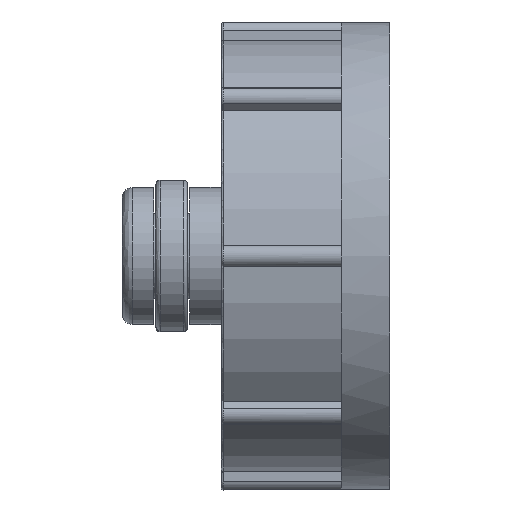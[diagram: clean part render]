
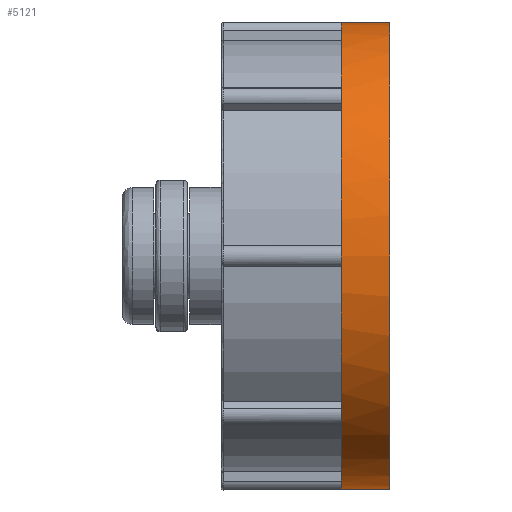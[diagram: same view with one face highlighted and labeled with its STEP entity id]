
A CAD part, left-side view. The second image highlights one B-rep face of the part: STEP entity #5121.
In plain terms, the highlighted cylindrical face has radius 11.1 mm (diameter 22.2 mm), a partial arc.
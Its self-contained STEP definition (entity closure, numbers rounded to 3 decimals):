
#57 = CIRCLE ( 'NONE', #4988, 11.1 ) ;
#228 = EDGE_CURVE ( 'NONE', #6854, #261, #6936, .T. ) ;
#250 = AXIS2_PLACEMENT_3D ( 'NONE', #1522, #1503, #1496 ) ;
#261 = VERTEX_POINT ( 'NONE', #1243 ) ;
#363 = VERTEX_POINT ( 'NONE', #4384 ) ;
#1014 = EDGE_CURVE ( 'NONE', #6854, #5796, #5865, .T. ) ;
#1052 = EDGE_CURVE ( 'NONE', #363, #2937, #4914, .T. ) ;
#1243 = CARTESIAN_POINT ( 'NONE',  ( 0., 0., -11.1 ) ) ;
#1427 = DIRECTION ( 'NONE',  ( 0., -1., 0. ) ) ;
#1496 = DIRECTION ( 'NONE',  ( 0., 0., -1. ) ) ;
#1495 = AXIS2_PLACEMENT_3D ( 'NONE', #3010, #2993, #2960 ) ;
#1503 = DIRECTION ( 'NONE',  ( 0., 1., 0. ) ) ;
#1522 = CARTESIAN_POINT ( 'NONE',  ( 0., 2.3, 0. ) ) ;
#2019 = CARTESIAN_POINT ( 'NONE',  ( 0., 2.3, -11.1 ) ) ;
#2720 = CARTESIAN_POINT ( 'NONE',  ( -11.1, 2.3, 0. ) ) ;
#2937 = VERTEX_POINT ( 'NONE', #4068 ) ;
#2952 = FACE_OUTER_BOUND ( 'NONE', #8092, .T. ) ;
#2960 = DIRECTION ( 'NONE',  ( 0., 0., -1. ) ) ;
#2993 = DIRECTION ( 'NONE',  ( 0., 1., 0. ) ) ;
#3010 = CARTESIAN_POINT ( 'NONE',  ( 0., 2.3, 0. ) ) ;
#3258 = CARTESIAN_POINT ( 'NONE',  ( 0., 2.3, 11.1 ) ) ;
#3310 = CARTESIAN_POINT ( 'NONE',  ( 0., 2.3, 0. ) ) ;
#3316 = DIRECTION ( 'NONE',  ( 0., 1., 0. ) ) ;
#3327 = DIRECTION ( 'NONE',  ( 0., 0., -1. ) ) ;
#3350 = DIRECTION ( 'NONE',  ( 0., -1., 0. ) ) ;
#3370 = CARTESIAN_POINT ( 'NONE',  ( -7.849, 2.3, -7.849 ) ) ;
#3390 = VERTEX_POINT ( 'NONE', #2720 ) ;
#3737 = CARTESIAN_POINT ( 'NONE',  ( 0., 0., 0. ) ) ;
#4068 = CARTESIAN_POINT ( 'NONE',  ( 0., 0., 11.1 ) ) ;
#4326 = AXIS2_PLACEMENT_3D ( 'NONE', #6399, #6359, #5977 ) ;
#4384 = CARTESIAN_POINT ( 'NONE',  ( 0., 2.3, 11.1 ) ) ;
#4627 = EDGE_CURVE ( 'NONE', #5796, #3390, #7267, .T. ) ;
#4745 = CYLINDRICAL_SURFACE ( 'NONE', #4326, 11.1 ) ;
#4905 = VECTOR ( 'NONE', #3350, 1000. ) ;
#4912 = EDGE_CURVE ( 'NONE', #261, #2937, #6562, .T. ) ;
#4914 = LINE ( 'NONE', #3258, #4905 ) ;
#4988 = AXIS2_PLACEMENT_3D ( 'NONE', #6828, #6820, #6798 ) ;
#5100 = EDGE_CURVE ( 'NONE', #3390, #6145, #57, .T. ) ;
#5121 = ADVANCED_FACE ( 'NONE', ( #2952 ), #4745, .T. ) ;
#5672 = EDGE_CURVE ( 'NONE', #6145, #363, #7635, .T. ) ;
#5796 = VERTEX_POINT ( 'NONE', #3370 ) ;
#5865 = CIRCLE ( 'NONE', #7166, 11.1 ) ;
#5900 = CARTESIAN_POINT ( 'NONE',  ( 0., 2.3, -11.1 ) ) ;
#5977 = DIRECTION ( 'NONE',  ( 0., 0., -1. ) ) ;
#6145 = VERTEX_POINT ( 'NONE', #6977 ) ;
#6226 = DIRECTION ( 'NONE',  ( 0., 1., 0. ) ) ;
#6261 = AXIS2_PLACEMENT_3D ( 'NONE', #3737, #6226, #6302 ) ;
#6302 = DIRECTION ( 'NONE',  ( 0., 0., -1. ) ) ;
#6359 = DIRECTION ( 'NONE',  ( 0., -1., 0. ) ) ;
#6399 = CARTESIAN_POINT ( 'NONE',  ( 0., 2.3, 0. ) ) ;
#6482 = ORIENTED_EDGE ( 'NONE', *, *, #1052, .F. ) ;
#6507 = ORIENTED_EDGE ( 'NONE', *, *, #5672, .F. ) ;
#6523 = ORIENTED_EDGE ( 'NONE', *, *, #5100, .F. ) ;
#6524 = ORIENTED_EDGE ( 'NONE', *, *, #4627, .F. ) ;
#6542 = ORIENTED_EDGE ( 'NONE', *, *, #1014, .F. ) ;
#6551 = ORIENTED_EDGE ( 'NONE', *, *, #228, .T. ) ;
#6556 = ORIENTED_EDGE ( 'NONE', *, *, #4912, .T. ) ;
#6562 = CIRCLE ( 'NONE', #6261, 11.1 ) ;
#6798 = DIRECTION ( 'NONE',  ( 0., 0., -1. ) ) ;
#6820 = DIRECTION ( 'NONE',  ( 0., 1., 0. ) ) ;
#6828 = CARTESIAN_POINT ( 'NONE',  ( 0., 2.3, 0. ) ) ;
#6854 = VERTEX_POINT ( 'NONE', #2019 ) ;
#6936 = LINE ( 'NONE', #5900, #6944 ) ;
#6944 = VECTOR ( 'NONE', #1427, 1000. ) ;
#6977 = CARTESIAN_POINT ( 'NONE',  ( -7.849, 2.3, 7.849 ) ) ;
#7166 = AXIS2_PLACEMENT_3D ( 'NONE', #3310, #3316, #3327 ) ;
#7267 = CIRCLE ( 'NONE', #250, 11.1 ) ;
#7635 = CIRCLE ( 'NONE', #1495, 11.1 ) ;
#8092 = EDGE_LOOP ( 'NONE', ( #6482, #6507, #6523, #6524, #6542, #6551, #6556 ) ) ;
